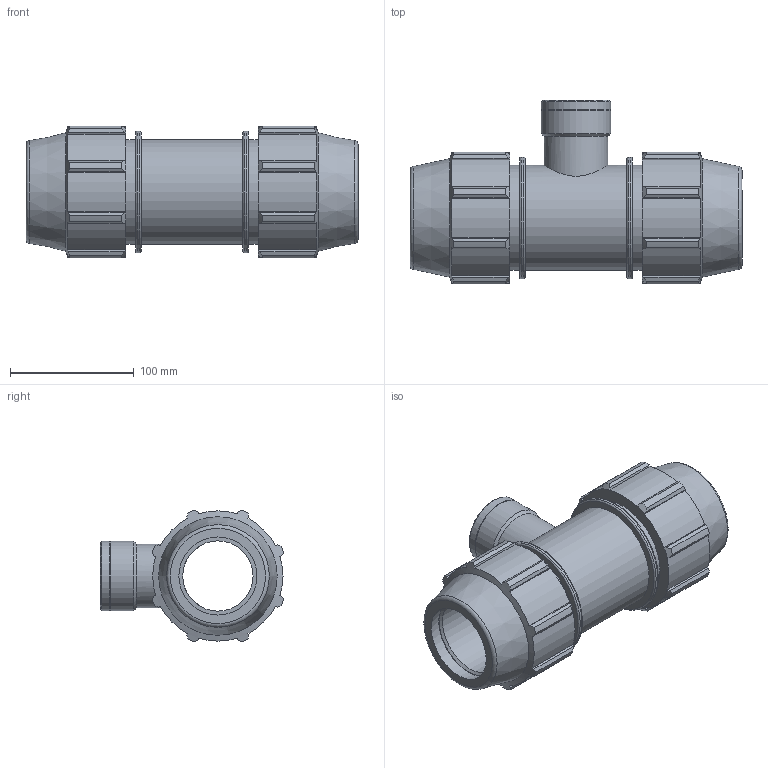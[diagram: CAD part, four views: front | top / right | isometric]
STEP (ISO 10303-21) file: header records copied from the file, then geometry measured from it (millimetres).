
FILE_DESCRIPTION(/* description */ ('PLASSON TEE WITH THREADED FEMALE OFFTAKE 63-1.1/2"-63'),/* implementation_level */ '2;1');
FILE_NAME(/* name */ '071400063015_181400063015_0714060630150A.ipt.stp',/* time_stamp */ '2017-06-06T17:15:47+03:00',/* author */ ('KIM'),/* organization */ (''),/* preprocessor_version */ 'ST-DEVELOPER v15.6',/* originating_system */ 'Autodesk Inventor 2015',/* authorisation */ '');
FILE_SCHEMA (('AUTOMOTIVE_DESIGN { 1 0 10303 214 3 1 1 }'));
Length unit declared in the file: millimetre
Products named in the file (1): 071400063015_181400063015_0714060630150A
Bounding box: 268 x 148.16 x 106.32 mm (x, y, z)
Volume: 1091513.3 mm3; surface area: 174040.4 mm2
Topology: 1 solids, 1 shells, 157 faces, 418 edges, 274 vertices
Faces by surface type: plane 79, cylinder 45, cone 27, torus 6
Full cylindrical faces by diameter (mm): 39.69 x1, 44.845 x1, 51.572 x1, 56.056 x2, 56.7 x1, 63 x2, 84.75 x3, 98.31 x2
Entity records: 4919 total; most frequent: CARTESIAN_POINT 1064, ORIENTED_EDGE 760, DIRECTION 752, EDGE_CURVE 380, AXIS2_PLACEMENT_3D 280, VERTEX_POINT 268, EDGE_LOOP 204, LINE 192
